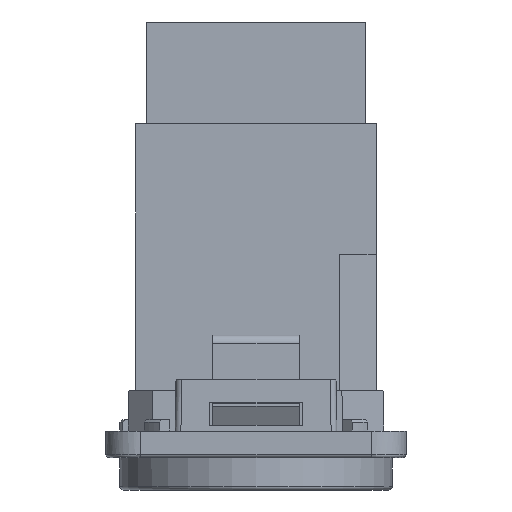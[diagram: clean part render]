
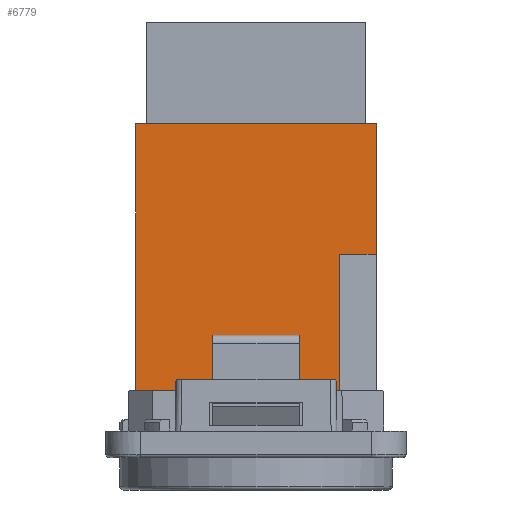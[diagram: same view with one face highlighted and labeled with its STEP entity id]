
A CAD part, front view. The second image highlights one B-rep face of the part: STEP entity #6779.
In plain terms, the highlighted planar face has unit normal (0, -1, 0).
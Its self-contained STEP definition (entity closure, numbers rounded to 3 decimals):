
#307=FACE_BOUND('',#986,.T.);
#618=FACE_OUTER_BOUND('',#985,.T.);
#985=EDGE_LOOP('',(#5623,#5624,#5625,#5626,#5627,#5628,#5629,#5630,#5631));
#986=EDGE_LOOP('',(#5632,#5633,#5634,#5635));
#1049=LINE('',#8712,#1785);
#1060=LINE('',#8736,#1796);
#1584=LINE('',#11656,#2320);
#1590=LINE('',#11669,#2326);
#1658=LINE('',#11815,#2394);
#1661=LINE('',#11820,#2397);
#1667=LINE('',#11833,#2403);
#1668=LINE('',#11834,#2404);
#1669=LINE('',#11835,#2405);
#1670=LINE('',#11838,#2406);
#1671=LINE('',#11840,#2407);
#1672=LINE('',#11842,#2408);
#1673=LINE('',#11843,#2409);
#1785=VECTOR('',#7234,17.623);
#1796=VECTOR('',#7249,17.623);
#2320=VECTOR('',#8297,17.623);
#2326=VECTOR('',#8307,10.);
#2394=VECTOR('',#8431,11.8);
#2397=VECTOR('',#8436,17.623);
#2403=VECTOR('',#8444,11.8);
#2404=VECTOR('',#8445,3.177);
#2405=VECTOR('',#8446,23.6);
#2406=VECTOR('',#8447,1.25);
#2407=VECTOR('',#8448,7.5);
#2408=VECTOR('',#8449,1.25);
#2409=VECTOR('',#8450,7.5);
#2521=VERTEX_POINT('',#8710);
#2522=VERTEX_POINT('',#8711);
#2532=VERTEX_POINT('',#8733);
#2533=VERTEX_POINT('',#8735);
#2994=VERTEX_POINT('',#11655);
#2998=VERTEX_POINT('',#11666);
#2999=VERTEX_POINT('',#11668);
#3049=VERTEX_POINT('',#11814);
#3056=VERTEX_POINT('',#11832);
#3057=VERTEX_POINT('',#11836);
#3058=VERTEX_POINT('',#11837);
#3059=VERTEX_POINT('',#11839);
#3060=VERTEX_POINT('',#11841);
#3133=EDGE_CURVE('',#2521,#2522,#1049,.T.);
#3144=EDGE_CURVE('',#2533,#2532,#1060,.T.);
#3844=EDGE_CURVE('',#2994,#2521,#1584,.T.);
#3850=EDGE_CURVE('',#2998,#2999,#1590,.T.);
#3923=EDGE_CURVE('',#3049,#2999,#1658,.T.);
#3926=EDGE_CURVE('',#2522,#2533,#1661,.T.);
#3932=EDGE_CURVE('',#3056,#2532,#1667,.T.);
#3933=EDGE_CURVE('',#3056,#3049,#1668,.T.);
#3934=EDGE_CURVE('',#2998,#2994,#1669,.T.);
#3935=EDGE_CURVE('',#3057,#3058,#1670,.T.);
#3936=EDGE_CURVE('',#3057,#3059,#1671,.T.);
#3937=EDGE_CURVE('',#3060,#3059,#1672,.T.);
#3938=EDGE_CURVE('',#3058,#3060,#1673,.T.);
#5623=ORIENTED_EDGE('',*,*,#3844,.T.);
#5624=ORIENTED_EDGE('',*,*,#3133,.T.);
#5625=ORIENTED_EDGE('',*,*,#3926,.T.);
#5626=ORIENTED_EDGE('',*,*,#3144,.T.);
#5627=ORIENTED_EDGE('',*,*,#3932,.F.);
#5628=ORIENTED_EDGE('',*,*,#3933,.T.);
#5629=ORIENTED_EDGE('',*,*,#3923,.T.);
#5630=ORIENTED_EDGE('',*,*,#3850,.F.);
#5631=ORIENTED_EDGE('',*,*,#3934,.T.);
#5632=ORIENTED_EDGE('',*,*,#3935,.F.);
#5633=ORIENTED_EDGE('',*,*,#3936,.T.);
#5634=ORIENTED_EDGE('',*,*,#3937,.F.);
#5635=ORIENTED_EDGE('',*,*,#3938,.F.);
#6109=PLANE('',#7156);
#6779=ADVANCED_FACE('',(#618,#307),#6109,.T.);
#7156=AXIS2_PLACEMENT_3D('',#11831,#8442,#8443);
#7234=DIRECTION('',(1.,0.,0.));
#7249=DIRECTION('',(1.,0.,0.));
#8297=DIRECTION('',(1.,0.,0.));
#8307=DIRECTION('',(1.,0.,0.));
#8431=DIRECTION('',(0.,0.,1.));
#8436=DIRECTION('',(1.,0.,0.));
#8442=DIRECTION('center_axis',(0.,-1.,0.));
#8443=DIRECTION('ref_axis',(0.,0.,1.));
#8444=DIRECTION('',(0.,0.,-1.));
#8445=DIRECTION('',(1.,0.,0.));
#8446=DIRECTION('',(0.,0.,-1.));
#8447=DIRECTION('',(0.,0.,-1.));
#8448=DIRECTION('',(1.,0.,0.));
#8449=DIRECTION('',(0.,0.,1.));
#8450=DIRECTION('',(1.,0.,0.));
#8710=CARTESIAN_POINT('',(-9.614,-5.05,3.5));
#8711=CARTESIAN_POINT('',(-5.846,-5.05,3.5));
#8712=CARTESIAN_POINT('',(-10.4,-5.05,3.5));
#8733=CARTESIAN_POINT('',(7.223,-5.05,3.5));
#8735=CARTESIAN_POINT('',(5.846,-5.05,3.5));
#8736=CARTESIAN_POINT('',(-10.4,-5.05,3.5));
#11655=CARTESIAN_POINT('',(-10.4,-5.05,3.5));
#11656=CARTESIAN_POINT('',(-10.4,-5.05,3.5));
#11666=CARTESIAN_POINT('',(-10.4,-5.05,26.6));
#11668=CARTESIAN_POINT('',(10.4,-5.05,26.6));
#11669=CARTESIAN_POINT('',(0.056,-5.05,26.6));
#11814=CARTESIAN_POINT('',(10.4,-5.05,15.3));
#11815=CARTESIAN_POINT('',(10.4,-5.05,15.3));
#11820=CARTESIAN_POINT('',(-10.4,-5.05,3.5));
#11831=CARTESIAN_POINT('Origin',(0.113,-5.05,22.3));
#11832=CARTESIAN_POINT('',(7.223,-5.05,15.3));
#11833=CARTESIAN_POINT('',(7.223,-5.05,15.3));
#11834=CARTESIAN_POINT('',(7.223,-5.05,15.3));
#11835=CARTESIAN_POINT('',(-10.4,-5.05,27.1));
#11836=CARTESIAN_POINT('',(-3.75,-5.05,8.3));
#11837=CARTESIAN_POINT('',(-3.75,-5.05,7.05));
#11838=CARTESIAN_POINT('',(-3.75,-5.05,8.3));
#11839=CARTESIAN_POINT('',(3.75,-5.05,8.3));
#11840=CARTESIAN_POINT('',(-3.75,-5.05,8.3));
#11841=CARTESIAN_POINT('',(3.75,-5.05,7.05));
#11842=CARTESIAN_POINT('',(3.75,-5.05,7.05));
#11843=CARTESIAN_POINT('',(-3.75,-5.05,7.05));
